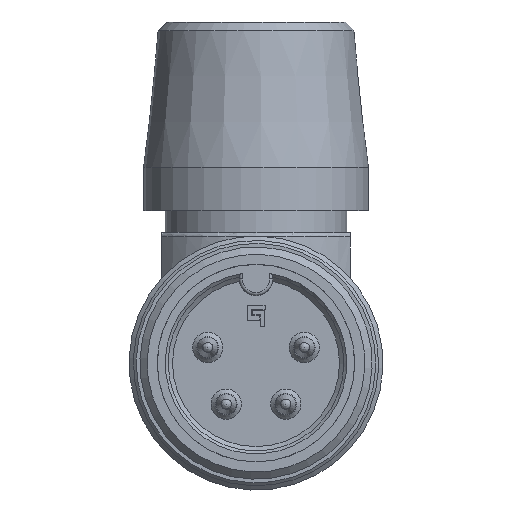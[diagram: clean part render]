
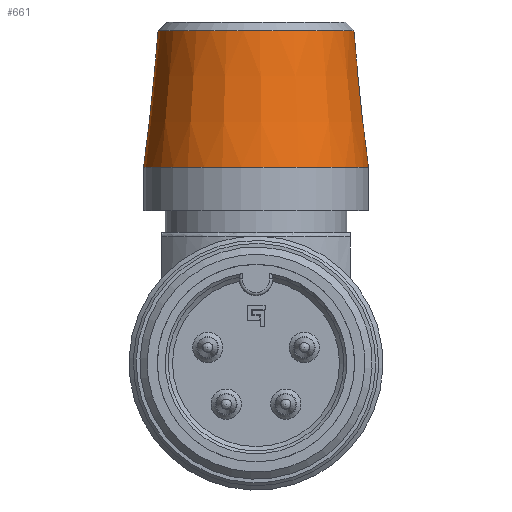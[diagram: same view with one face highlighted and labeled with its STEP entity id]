
A CAD part, left-side view. The second image highlights one B-rep face of the part: STEP entity #661.
In plain terms, the highlighted conical face has half-angle 6.072 degrees and reference radius 6.75 mm.
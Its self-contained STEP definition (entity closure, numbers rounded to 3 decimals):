
#119=CONICAL_SURFACE('',#2302,6.75,6.072);
#661=ADVANCED_FACE('',(#813,#814),#119,.T.);
#813=FACE_BOUND('',#980,.T.);
#814=FACE_BOUND('',#981,.T.);
#980=EDGE_LOOP('',(#1387));
#981=EDGE_LOOP('',(#1388));
#1387=ORIENTED_EDGE('',*,*,#1999,.F.);
#1388=ORIENTED_EDGE('',*,*,#2000,.T.);
#1758=VERTEX_POINT('',#3808);
#1759=VERTEX_POINT('',#3811);
#1999=EDGE_CURVE('',#1758,#1758,#2155,.T.);
#2000=EDGE_CURVE('',#1759,#1759,#2156,.T.);
#2155=CIRCLE('',#2299,7.75);
#2156=CIRCLE('',#2301,6.75);
#2299=AXIS2_PLACEMENT_3D('',#3807,#2675,#2676);
#2301=AXIS2_PLACEMENT_3D('',#3810,#2679,#2680);
#2302=AXIS2_PLACEMENT_3D('',#3812,#2681,#2682);
#2675=DIRECTION('',(0.,0.,-1.));
#2676=DIRECTION('',(-0.924,-0.383,0.));
#2679=DIRECTION('',(0.,0.,-1.));
#2680=DIRECTION('',(-0.924,-0.383,0.));
#2681=DIRECTION('',(0.,0.,-1.));
#2682=DIRECTION('',(-0.924,-0.383,0.));
#3807=CARTESIAN_POINT('',(25.95,0.,13.5));
#3808=CARTESIAN_POINT('',(18.791,-2.969,13.5));
#3810=CARTESIAN_POINT('',(25.95,0.,22.9));
#3811=CARTESIAN_POINT('',(19.715,-2.586,22.9));
#3812=CARTESIAN_POINT('',(25.95,0.,22.9));
